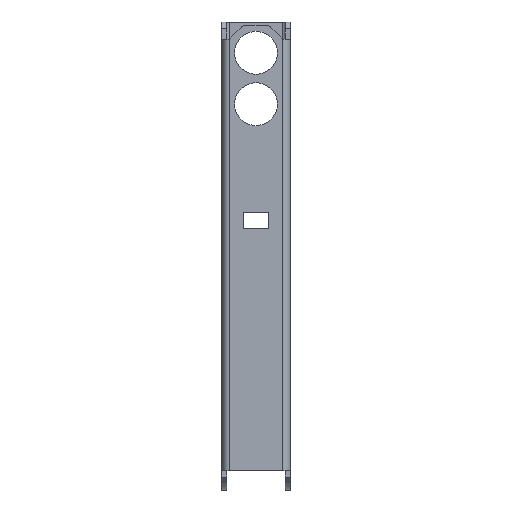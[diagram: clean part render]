
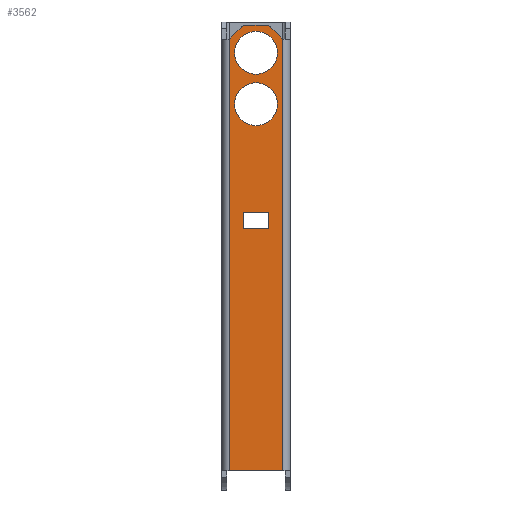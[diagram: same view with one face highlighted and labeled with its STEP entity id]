
A CAD part, front view. The second image highlights one B-rep face of the part: STEP entity #3562.
In plain terms, the highlighted planar face has unit normal (0, -1, 0).
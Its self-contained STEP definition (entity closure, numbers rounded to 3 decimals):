
#18 = VERTEX_POINT ( 'NONE', #3230 ) ;
#30 = DIRECTION ( 'NONE',  ( -0.707, 0., -0.707 ) ) ;
#125 = CARTESIAN_POINT ( 'NONE',  ( 5.843, -30., 12. ) ) ;
#143 = EDGE_CURVE ( 'NONE', #4171, #2109, #3496, .T. ) ;
#162 = VECTOR ( 'NONE', #3742, 1000. ) ;
#218 = DIRECTION ( 'NONE',  ( 0., 0., 1. ) ) ;
#225 = ORIENTED_EDGE ( 'NONE', *, *, #3646, .T. ) ;
#283 = CIRCLE ( 'NONE', #1119, 4. ) ;
#285 = CARTESIAN_POINT ( 'NONE',  ( -8.672, -30., 14.828 ) ) ;
#310 = CARTESIAN_POINT ( 'NONE',  ( 0., -30., -42.5 ) ) ;
#315 = ORIENTED_EDGE ( 'NONE', *, *, #4202, .T. ) ;
#393 = VECTOR ( 'NONE', #857, 1000. ) ;
#426 = EDGE_LOOP ( 'NONE', ( #225, #3994 ) ) ;
#439 = VERTEX_POINT ( 'NONE', #1569 ) ;
#462 = ORIENTED_EDGE ( 'NONE', *, *, #2188, .T. ) ;
#468 = DIRECTION ( 'NONE',  ( 0., -1., 0. ) ) ;
#479 = CARTESIAN_POINT ( 'NONE',  ( 7.5, -30., -270. ) ) ;
#495 = CARTESIAN_POINT ( 'NONE',  ( 15.5, -30., -270. ) ) ;
#496 = CARTESIAN_POINT ( 'NONE',  ( -20., -30., -244. ) ) ;
#501 = DIRECTION ( 'NONE',  ( -1., 0., 0. ) ) ;
#515 = EDGE_LOOP ( 'NONE', ( #2443, #2650 ) ) ;
#555 = CARTESIAN_POINT ( 'NONE',  ( 15.5, -30., -244. ) ) ;
#595 = VERTEX_POINT ( 'NONE', #1332 ) ;
#666 = VERTEX_POINT ( 'NONE', #4590 ) ;
#729 = CARTESIAN_POINT ( 'NONE',  ( 15.5, -30., -102.5 ) ) ;
#768 = FACE_BOUND ( 'NONE', #3167, .T. ) ;
#857 = DIRECTION ( 'NONE',  ( 0., 0., -1. ) ) ;
#914 = ORIENTED_EDGE ( 'NONE', *, *, #2212, .T. ) ;
#955 = EDGE_CURVE ( 'NONE', #439, #18, #2626, .T. ) ;
#1002 = CARTESIAN_POINT ( 'NONE',  ( 15.5, -30., -270. ) ) ;
#1099 = FACE_OUTER_BOUND ( 'NONE', #4281, .T. ) ;
#1119 = AXIS2_PLACEMENT_3D ( 'NONE', #4017, #468, #3323 ) ;
#1133 = DIRECTION ( 'NONE',  ( 0., 0., 1. ) ) ;
#1138 = CARTESIAN_POINT ( 'NONE',  ( 15.5, -30., -93.5 ) ) ;
#1156 = DIRECTION ( 'NONE',  ( 0., 1., 0. ) ) ;
#1202 = ORIENTED_EDGE ( 'NONE', *, *, #1901, .T. ) ;
#1234 = VECTOR ( 'NONE', #1133, 1000. ) ;
#1256 = VERTEX_POINT ( 'NONE', #1979 ) ;
#1320 = CIRCLE ( 'NONE', #3040, 12.5 ) ;
#1332 = CARTESIAN_POINT ( 'NONE',  ( -5.843, -30., 16. ) ) ;
#1333 = VERTEX_POINT ( 'NONE', #285 ) ;
#1351 = PLANE ( 'NONE',  #4472 ) ;
#1392 = ORIENTED_EDGE ( 'NONE', *, *, #3779, .T. ) ;
#1402 = CARTESIAN_POINT ( 'NONE',  ( 8.672, -30., 14.828 ) ) ;
#1563 = CARTESIAN_POINT ( 'NONE',  ( 15.5, -30., 8. ) ) ;
#1569 = CARTESIAN_POINT ( 'NONE',  ( -15.5, -30., -244. ) ) ;
#1591 = VECTOR ( 'NONE', #501, 1000. ) ;
#1638 = ORIENTED_EDGE ( 'NONE', *, *, #143, .T. ) ;
#1643 = EDGE_CURVE ( 'NONE', #1759, #4135, #3302, .T. ) ;
#1679 = ORIENTED_EDGE ( 'NONE', *, *, #2672, .T. ) ;
#1759 = VERTEX_POINT ( 'NONE', #2138 ) ;
#1767 = AXIS2_PLACEMENT_3D ( 'NONE', #125, #3703, #2266 ) ;
#1823 = LINE ( 'NONE', #4266, #1234 ) ;
#1834 = CARTESIAN_POINT ( 'NONE',  ( -15.5, -30., 8. ) ) ;
#1841 = DIRECTION ( 'NONE',  ( 0., 1., 0. ) ) ;
#1884 = VECTOR ( 'NONE', #2860, 1000. ) ;
#1896 = DIRECTION ( 'NONE',  ( -0.707, 0., 0.707 ) ) ;
#1901 = EDGE_CURVE ( 'NONE', #666, #4171, #4411, .T. ) ;
#1910 = CARTESIAN_POINT ( 'NONE',  ( 15.5, -30., 16. ) ) ;
#1979 = CARTESIAN_POINT ( 'NONE',  ( 0., -30., -12.5 ) ) ;
#2029 = LINE ( 'NONE', #479, #393 ) ;
#2091 = DIRECTION ( 'NONE',  ( 0., 0., 1. ) ) ;
#2098 = EDGE_CURVE ( 'NONE', #1333, #18, #3026, .T. ) ;
#2109 = VERTEX_POINT ( 'NONE', #3268 ) ;
#2138 = CARTESIAN_POINT ( 'NONE',  ( 0., -30., -17.5 ) ) ;
#2161 = FACE_BOUND ( 'NONE', #426, .T. ) ;
#2178 = VECTOR ( 'NONE', #3663, 1000. ) ;
#2188 = EDGE_CURVE ( 'NONE', #4285, #3708, #2029, .T. ) ;
#2212 = EDGE_CURVE ( 'NONE', #3415, #666, #2227, .T. ) ;
#2224 = CARTESIAN_POINT ( 'NONE',  ( -15.5, -30., -270. ) ) ;
#2226 = AXIS2_PLACEMENT_3D ( 'NONE', #4523, #3767, #218 ) ;
#2227 = LINE ( 'NONE', #495, #4402 ) ;
#2232 = VECTOR ( 'NONE', #30, 1000. ) ;
#2244 = CARTESIAN_POINT ( 'NONE',  ( 0., -30., -30. ) ) ;
#2266 = DIRECTION ( 'NONE',  ( 0., 0., 1. ) ) ;
#2372 = VERTEX_POINT ( 'NONE', #4031 ) ;
#2389 = AXIS2_PLACEMENT_3D ( 'NONE', #4001, #1841, #3658 ) ;
#2443 = ORIENTED_EDGE ( 'NONE', *, *, #1643, .T. ) ;
#2467 = VERTEX_POINT ( 'NONE', #2701 ) ;
#2513 = EDGE_CURVE ( 'NONE', #439, #3415, #3212, .T. ) ;
#2580 = CARTESIAN_POINT ( 'NONE',  ( 7.5, -30., -93.5 ) ) ;
#2584 = CARTESIAN_POINT ( 'NONE',  ( 7.5, -30., -102.5 ) ) ;
#2626 = LINE ( 'NONE', #2224, #2178 ) ;
#2650 = ORIENTED_EDGE ( 'NONE', *, *, #4525, .T. ) ;
#2672 = EDGE_CURVE ( 'NONE', #2109, #595, #3503, .T. ) ;
#2677 = LINE ( 'NONE', #729, #3907 ) ;
#2701 = CARTESIAN_POINT ( 'NONE',  ( 0., -30., 12.5 ) ) ;
#2762 = ORIENTED_EDGE ( 'NONE', *, *, #4274, .T. ) ;
#2845 = VERTEX_POINT ( 'NONE', #4020 ) ;
#2860 = DIRECTION ( 'NONE',  ( 1., 0., 0. ) ) ;
#3026 = LINE ( 'NONE', #1834, #2232 ) ;
#3040 = AXIS2_PLACEMENT_3D ( 'NONE', #4571, #3869, #2091 ) ;
#3167 = EDGE_LOOP ( 'NONE', ( #315, #2762, #1392, #462 ) ) ;
#3212 = LINE ( 'NONE', #496, #162 ) ;
#3225 = DIRECTION ( 'NONE',  ( -1., 0., 0. ) ) ;
#3230 = CARTESIAN_POINT ( 'NONE',  ( -15.5, -30., 8. ) ) ;
#3268 = CARTESIAN_POINT ( 'NONE',  ( 5.843, -30., 16. ) ) ;
#3302 = CIRCLE ( 'NONE', #2226, 12.5 ) ;
#3323 = DIRECTION ( 'NONE',  ( 0., 0., 1. ) ) ;
#3338 = ORIENTED_EDGE ( 'NONE', *, *, #2098, .T. ) ;
#3341 = CIRCLE ( 'NONE', #2389, 12.5 ) ;
#3372 = ORIENTED_EDGE ( 'NONE', *, *, #2513, .T. ) ;
#3415 = VERTEX_POINT ( 'NONE', #555 ) ;
#3482 = VECTOR ( 'NONE', #1896, 1000. ) ;
#3496 = CIRCLE ( 'NONE', #1767, 4. ) ;
#3503 = LINE ( 'NONE', #1910, #1591 ) ;
#3520 = DIRECTION ( 'NONE',  ( 0., 0., 1. ) ) ;
#3562 = ADVANCED_FACE ( 'NONE', ( #768, #4381, #2161, #1099 ), #1351, .F. ) ;
#3637 = ORIENTED_EDGE ( 'NONE', *, *, #955, .F. ) ;
#3646 = EDGE_CURVE ( 'NONE', #2467, #1256, #1320, .T. ) ;
#3658 = DIRECTION ( 'NONE',  ( 0., 0., 1. ) ) ;
#3663 = DIRECTION ( 'NONE',  ( 0., 0., 1. ) ) ;
#3681 = DIRECTION ( 'NONE',  ( 0., 0., 1. ) ) ;
#3703 = DIRECTION ( 'NONE',  ( 0., -1., 0. ) ) ;
#3708 = VERTEX_POINT ( 'NONE', #2584 ) ;
#3742 = DIRECTION ( 'NONE',  ( 1., 0., 0. ) ) ;
#3767 = DIRECTION ( 'NONE',  ( 0., 1., 0. ) ) ;
#3779 = EDGE_CURVE ( 'NONE', #2845, #4285, #4460, .T. ) ;
#3869 = DIRECTION ( 'NONE',  ( 0., 1., 0. ) ) ;
#3883 = AXIS2_PLACEMENT_3D ( 'NONE', #2244, #1156, #3681 ) ;
#3907 = VECTOR ( 'NONE', #3225, 1000. ) ;
#3994 = ORIENTED_EDGE ( 'NONE', *, *, #4361, .T. ) ;
#4001 = CARTESIAN_POINT ( 'NONE',  ( 0., -30., 0. ) ) ;
#4017 = CARTESIAN_POINT ( 'NONE',  ( -5.843, -30., 12. ) ) ;
#4020 = CARTESIAN_POINT ( 'NONE',  ( -7.5, -30., -93.5 ) ) ;
#4031 = CARTESIAN_POINT ( 'NONE',  ( -7.5, -30., -102.5 ) ) ;
#4065 = DIRECTION ( 'NONE',  ( 0., 0., 1. ) ) ;
#4135 = VERTEX_POINT ( 'NONE', #310 ) ;
#4171 = VERTEX_POINT ( 'NONE', #1402 ) ;
#4202 = EDGE_CURVE ( 'NONE', #3708, #2372, #2677, .T. ) ;
#4266 = CARTESIAN_POINT ( 'NONE',  ( -7.5, -30., -270. ) ) ;
#4274 = EDGE_CURVE ( 'NONE', #2372, #2845, #1823, .T. ) ;
#4276 = CIRCLE ( 'NONE', #3883, 12.5 ) ;
#4281 = EDGE_LOOP ( 'NONE', ( #1679, #4301, #3338, #3637, #3372, #914, #1202, #1638 ) ) ;
#4285 = VERTEX_POINT ( 'NONE', #2580 ) ;
#4301 = ORIENTED_EDGE ( 'NONE', *, *, #4374, .T. ) ;
#4361 = EDGE_CURVE ( 'NONE', #1256, #2467, #3341, .T. ) ;
#4374 = EDGE_CURVE ( 'NONE', #595, #1333, #283, .T. ) ;
#4381 = FACE_BOUND ( 'NONE', #515, .T. ) ;
#4402 = VECTOR ( 'NONE', #4065, 1000. ) ;
#4411 = LINE ( 'NONE', #1563, #3482 ) ;
#4460 = LINE ( 'NONE', #1138, #1884 ) ;
#4472 = AXIS2_PLACEMENT_3D ( 'NONE', #1002, #4601, #3520 ) ;
#4523 = CARTESIAN_POINT ( 'NONE',  ( 0., -30., -30. ) ) ;
#4525 = EDGE_CURVE ( 'NONE', #4135, #1759, #4276, .T. ) ;
#4571 = CARTESIAN_POINT ( 'NONE',  ( 0., -30., 0. ) ) ;
#4590 = CARTESIAN_POINT ( 'NONE',  ( 15.5, -30., 8. ) ) ;
#4601 = DIRECTION ( 'NONE',  ( 0., 1., 0. ) ) ;
